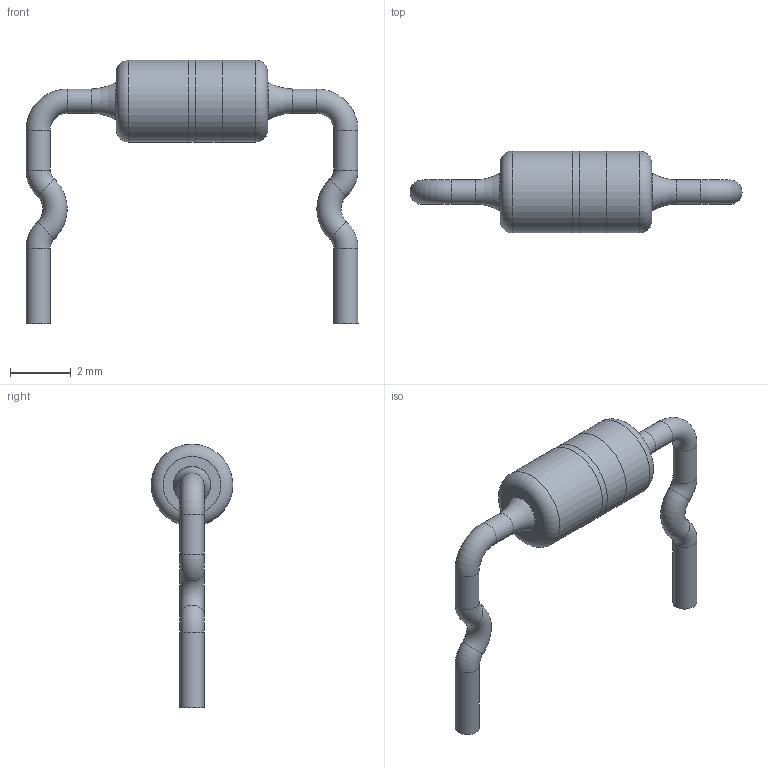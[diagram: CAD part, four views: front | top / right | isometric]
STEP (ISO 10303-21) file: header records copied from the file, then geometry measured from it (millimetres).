
FILE_DESCRIPTION(('STEP AP214'), '1');
FILE_NAME('DO', '2019-03-05T18:01:33', ('Nobody'), (''), 'ASCON STEP Converter 1.3', 'ASCON Math Kernel', '');
FILE_SCHEMA(('AUTOMOTIVE_DESIGN { 1 0 10303 214 3 1 1}'));
Length unit declared in the file: millimetre
Bounding box: 10.96 x 2.7 x 8.7 mm (x, y, z)
Volume: 38.3 mm3; surface area: 104.7 mm2
Topology: 3 solids, 3 shells, 30 faces, 54 edges, 30 vertices
Faces by surface type: torus 14, cylinder 10, plane 6
Full cylindrical faces by diameter (mm): 0.8 x6, 2.7 x4
Entity records: 900 total; most frequent: DIRECTION 122, CARTESIAN_POINT 91, AXIS2_PLACEMENT_3D 61, ORIENTED_EDGE 60, EDGE_LOOP 54, FACE_OUTER_BOUND 42, COLOUR_RGB 33, FILL_AREA_STYLE_COLOUR 33
